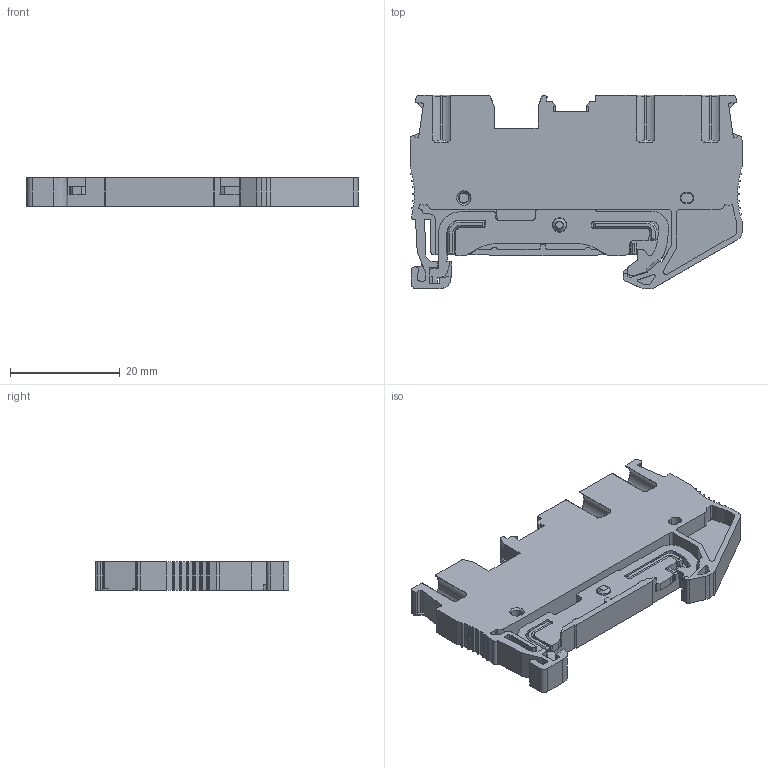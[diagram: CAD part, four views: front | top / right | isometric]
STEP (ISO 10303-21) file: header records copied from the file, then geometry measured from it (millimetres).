
FILE_DESCRIPTION((''),'2;1');
FILE_NAME('PRT0001','2021-03-16T11:16:18',('Administrator'),(''),'CREO PARAMETRIC BY PTC INC, 2016510','CREO PARAMETRIC BY PTC INC, 2016510','');
FILE_SCHEMA(('CONFIG_CONTROL_DESIGN','SHAPE_APPEARANCE_LAYERS_GROUPS'));
Length unit declared in the file: millimetre
Products named in the file (1): PRT0001
Bounding box: 60.4 x 35.2 x 5.2 mm (x, y, z)
Volume: 6759.7 mm3; surface area: 6825.6 mm2
Topology: 1 solids, 1 shells, 861 faces, 2428 edges, 1572 vertices
Faces by surface type: plane 513, cylinder 292, bspline 21, cone 18, torus 16, extrusion 1
Entity records: 37992 total; most frequent: CARTESIAN_POINT 5865, ORIENTED_EDGE 4840, DIRECTION 4537, EDGE_CURVE 2420, VECTOR 1711, LINE 1710, FILL_AREA_STYLE_COLOUR 1586, FILL_AREA_STYLE 1586
